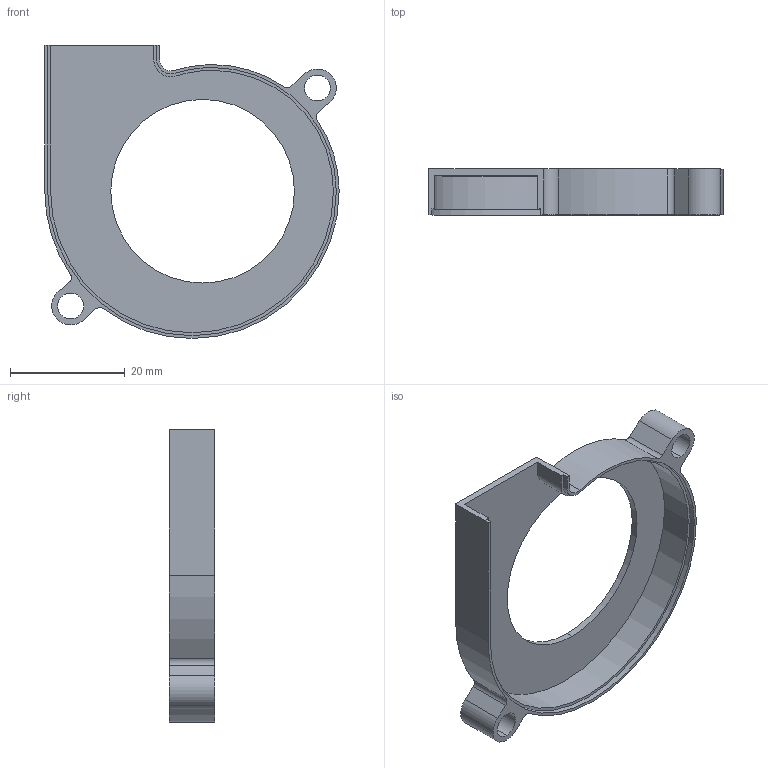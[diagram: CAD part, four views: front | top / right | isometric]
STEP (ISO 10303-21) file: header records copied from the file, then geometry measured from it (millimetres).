
FILE_DESCRIPTION((''),'2;1');
FILE_NAME('TOP','2023-02-15T17:17:45',('matteo.grassi'),(''),'CREO PARAMETRIC BY PTC INC, 2018020','CREO PARAMETRIC BY PTC INC, 2018020','');
FILE_SCHEMA(('AUTOMOTIVE_DESIGN { 1 0 10303 214 1 1 1 1 }'));
Length unit declared in the file: millimetre
Products named in the file (1): TOP
Bounding box: 51.3 x 8 x 51.07 mm (x, y, z)
Volume: 2945.7 mm3; surface area: 5548.3 mm2
Topology: 1 solids, 1 shells, 38 faces, 134 edges, 98 vertices
Faces by surface type: cylinder 23, plane 15
Entity records: 2101 total; most frequent: DIRECTION 284, CARTESIAN_POINT 273, ORIENTED_EDGE 268, PRESENTATION_STYLE_ASSIGNMENT 135, STYLED_ITEM 135, CURVE_STYLE 134, EDGE_CURVE 134, AXIS2_PLACEMENT_3D 111
